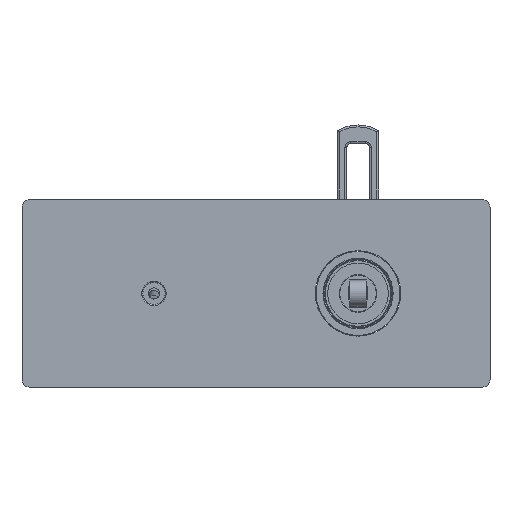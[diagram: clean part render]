
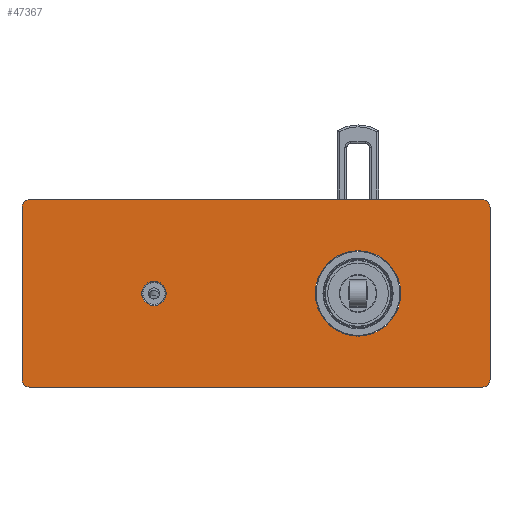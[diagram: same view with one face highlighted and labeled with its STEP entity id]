
A CAD part, front view. The second image highlights one B-rep face of the part: STEP entity #47367.
In plain terms, the highlighted planar face has unit normal (0, -1, 0).
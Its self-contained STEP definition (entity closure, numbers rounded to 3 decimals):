
#44906=CARTESIAN_POINT('',(-66.5,43.,-46.));
#44907=DIRECTION('',(0.,-1.,0.));
#44908=DIRECTION('',(-1.,0.,0.));
#44909=AXIS2_PLACEMENT_3D('',#44906,#44907,#44908);
#44911=DIRECTION('',(0.,0.,1.));
#44912=VECTOR('',#44911,92.);
#44913=CARTESIAN_POINT('',(-70.5,43.,-46.));
#44914=LINE('',#44913,#44912);
#44915=CARTESIAN_POINT('',(-66.5,43.,46.));
#44916=DIRECTION('',(0.,-1.,0.));
#44917=DIRECTION('',(0.,0.,1.));
#44918=AXIS2_PLACEMENT_3D('',#44915,#44916,#44917);
#44920=DIRECTION('',(1.,0.,0.));
#44921=VECTOR('',#44920,242.);
#44922=CARTESIAN_POINT('',(-66.5,43.,50.));
#44923=LINE('',#44922,#44921);
#44924=CARTESIAN_POINT('',(175.5,43.,46.));
#44925=DIRECTION('',(0.,-1.,0.));
#44926=DIRECTION('',(1.,0.,0.));
#44927=AXIS2_PLACEMENT_3D('',#44924,#44925,#44926);
#44929=DIRECTION('',(0.,0.,-1.));
#44930=VECTOR('',#44929,92.);
#44931=CARTESIAN_POINT('',(179.5,43.,46.));
#44932=LINE('',#44931,#44930);
#44933=CARTESIAN_POINT('',(175.5,43.,-46.));
#44934=DIRECTION('',(0.,-1.,0.));
#44935=DIRECTION('',(0.,0.,-1.));
#44936=AXIS2_PLACEMENT_3D('',#44933,#44934,#44935);
#44938=DIRECTION('',(-1.,0.,0.));
#44939=VECTOR('',#44938,242.);
#44940=CARTESIAN_POINT('',(175.5,43.,-50.));
#44941=LINE('',#44940,#44939);
#44942=CARTESIAN_POINT('',(0.,43.,0.));
#44943=DIRECTION('',(0.,-1.,0.));
#44944=DIRECTION('',(0.,0.,-1.));
#44945=AXIS2_PLACEMENT_3D('',#44942,#44943,#44944);
#44947=CARTESIAN_POINT('',(0.,43.,0.));
#44948=DIRECTION('',(0.,-1.,0.));
#44949=DIRECTION('',(0.,0.,1.));
#44950=AXIS2_PLACEMENT_3D('',#44947,#44948,#44949);
#44952=CARTESIAN_POINT('',(109.,43.,0.));
#44953=DIRECTION('',(0.,-1.,0.));
#44954=DIRECTION('',(0.,0.,-1.));
#44955=AXIS2_PLACEMENT_3D('',#44952,#44953,#44954);
#44957=CARTESIAN_POINT('',(109.,43.,0.));
#44958=DIRECTION('',(0.,-1.,0.));
#44959=DIRECTION('',(0.,0.,1.));
#44960=AXIS2_PLACEMENT_3D('',#44957,#44958,#44959);
#46574=CARTESIAN_POINT('',(0.,43.,-6.5));
#46575=CARTESIAN_POINT('',(0.,43.,6.5));
#46576=VERTEX_POINT('',#46574);
#46577=VERTEX_POINT('',#46575);
#46578=CARTESIAN_POINT('',(109.,43.,-22.8));
#46579=CARTESIAN_POINT('',(109.,43.,22.8));
#46580=VERTEX_POINT('',#46578);
#46581=VERTEX_POINT('',#46579);
#46590=CARTESIAN_POINT('',(-70.5,43.,-46.));
#46591=CARTESIAN_POINT('',(-66.5,43.,-50.));
#46592=VERTEX_POINT('',#46590);
#46593=VERTEX_POINT('',#46591);
#46598=CARTESIAN_POINT('',(-66.5,43.,50.));
#46599=CARTESIAN_POINT('',(-70.5,43.,46.));
#46600=VERTEX_POINT('',#46598);
#46601=VERTEX_POINT('',#46599);
#46606=CARTESIAN_POINT('',(179.5,43.,46.));
#46607=CARTESIAN_POINT('',(175.5,43.,50.));
#46608=VERTEX_POINT('',#46606);
#46609=VERTEX_POINT('',#46607);
#46614=CARTESIAN_POINT('',(175.5,43.,-50.));
#46615=CARTESIAN_POINT('',(179.5,43.,-46.));
#46616=VERTEX_POINT('',#46614);
#46617=VERTEX_POINT('',#46615);
#47333=CARTESIAN_POINT('',(54.5,43.,0.));
#47334=DIRECTION('',(0.,1.,0.));
#47335=DIRECTION('',(0.,0.,-1.));
#47336=AXIS2_PLACEMENT_3D('',#47333,#47334,#47335);
#47337=PLANE('',#47336);
#47339=ORIENTED_EDGE('',*,*,#47338,.F.);
#47341=ORIENTED_EDGE('',*,*,#47340,.T.);
#47343=ORIENTED_EDGE('',*,*,#47342,.F.);
#47345=ORIENTED_EDGE('',*,*,#47344,.T.);
#47347=ORIENTED_EDGE('',*,*,#47346,.F.);
#47349=ORIENTED_EDGE('',*,*,#47348,.T.);
#47351=ORIENTED_EDGE('',*,*,#47350,.F.);
#47353=ORIENTED_EDGE('',*,*,#47352,.T.);
#47354=EDGE_LOOP('',(#47339,#47341,#47343,#47345,#47347,#47349,#47351,#47353));
#47355=FACE_OUTER_BOUND('',#47354,.F.);
#47356=ORIENTED_EDGE('',*,*,#47316,.T.);
#47358=ORIENTED_EDGE('',*,*,#47357,.T.);
#47359=EDGE_LOOP('',(#47356,#47358));
#47360=FACE_BOUND('',#47359,.F.);
#47362=ORIENTED_EDGE('',*,*,#47361,.T.);
#47364=ORIENTED_EDGE('',*,*,#47363,.T.);
#47365=EDGE_LOOP('',(#47362,#47364));
#47366=FACE_BOUND('',#47365,.F.);
#47367=ADVANCED_FACE('',(#47355,#47360,#47366),#47337,.F.);
#44910=CIRCLE('',#44909,4.);
#44919=CIRCLE('',#44918,4.);
#44928=CIRCLE('',#44927,4.);
#44937=CIRCLE('',#44936,4.);
#44946=CIRCLE('',#44945,6.5);
#44951=CIRCLE('',#44950,6.5);
#44956=CIRCLE('',#44955,22.8);
#44961=CIRCLE('',#44960,22.8);
#47316=EDGE_CURVE('',#46576,#46577,#44946,.T.);
#47338=EDGE_CURVE('',#46592,#46593,#44910,.T.);
#47340=EDGE_CURVE('',#46592,#46601,#44914,.T.);
#47342=EDGE_CURVE('',#46600,#46601,#44919,.T.);
#47344=EDGE_CURVE('',#46600,#46609,#44923,.T.);
#47346=EDGE_CURVE('',#46608,#46609,#44928,.T.);
#47348=EDGE_CURVE('',#46608,#46617,#44932,.T.);
#47350=EDGE_CURVE('',#46616,#46617,#44937,.T.);
#47352=EDGE_CURVE('',#46616,#46593,#44941,.T.);
#47357=EDGE_CURVE('',#46577,#46576,#44951,.T.);
#47361=EDGE_CURVE('',#46580,#46581,#44956,.T.);
#47363=EDGE_CURVE('',#46581,#46580,#44961,.T.);
